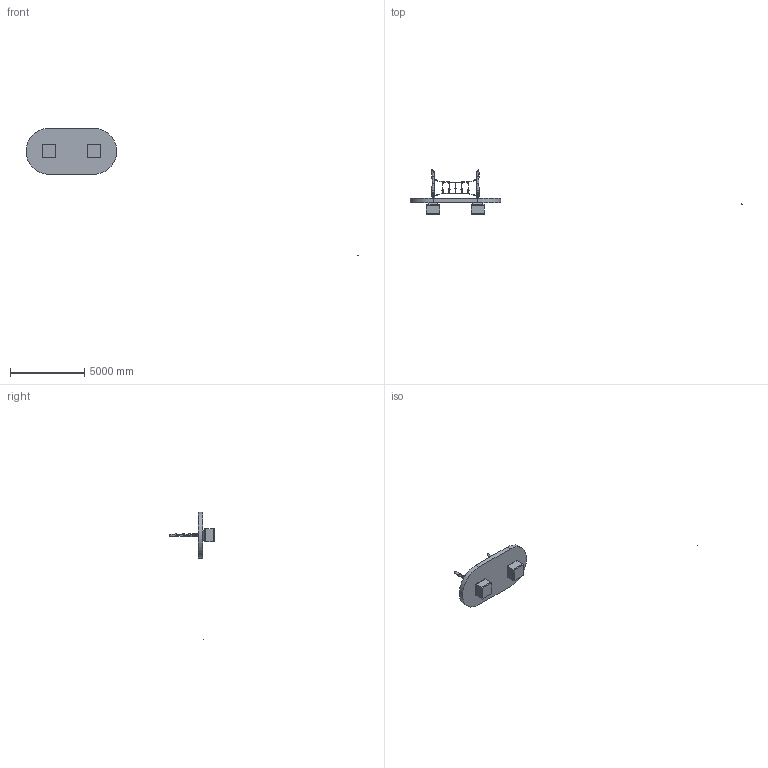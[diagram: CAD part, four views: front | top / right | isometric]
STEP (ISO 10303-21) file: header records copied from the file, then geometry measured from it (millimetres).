
FILE_DESCRIPTION (( 'STEP AP214' ), '1' );
FILE_NAME ('4960-3-R komplett.STEP', '2014-07-03T06:23:18', ( '' ), ( '' ), 'SwSTEP 2.0', 'SolidWorks 2014', '' );
FILE_SCHEMA (( 'AUTOMOTIVE_DESIGN' ));
Length unit declared in the file: millimetre
Products named in the file (24): Seil gr黱_bunt_m.Pf.; SpiegelnBew. T-Stück Längsträger_bunt_m.Pf.; SpiegelnBew. T-Stück Querträger_bunt_m.Pf.; blaues Seil Mitte_bunt_m.Pf_Standard<Wie bearbeitet>; Seil blau rechts und links_bunt_m.Pf_Standard<Wie bearbeitet>; FLATCKTT 0.19-16-type I-AB-1.375-N_FLATCKTT 0.19-16-type I-AB-1.375-N; RobiniePfosten 4960-3-R-; Vordere Scheibe; Stahllasche-1,40m-Robiniepfosten-4591-30+4591-60+4960; Hintere Scheibe; 4960-3-R; 6er Kettenglied; Fundament 4960-3-R; 6 Glieder 6er Kette; Sicherheitsbereich4960-3-R; 6er Kettenglied_1; 55-02-06-08 - Kettenschäkel; 4960-3-R komplett; 457-04 - Kunststoff Kausche_Blau; kleiner blauer Teller_bunt_m.Pf.; 70-06-456F - Seilstopper ALT_bunt_m.Pf.; Seil rot_bunt_m.Pf.; Seil gelb_bunt_m.Pf.
Assembly tree (115 placements, depth 3):
  6er Kettenglied
  4960-3-R komplett
    Sicherheitsbereich4960-3-R
    Fundament 4960-3-R
    RobiniePfosten 4960-3-R-
      4960-3-R
      Stahllasche-1,40m-Robiniepfosten-4591-30+4591-60+4960  x2
    4960-3-R
    Stahllasche-1,40m-Robiniepfosten-4591-30+4591-60+4960
    4960-3-R
      Seil blau rechts und links_bunt_m.Pf_Standard<Wie bearbeitet>  x4
      blaues Seil Mitte_bunt_m.Pf_Standard<Wie bearbeitet>  x2
      SpiegelnBew. T-Stück Querträger_bunt_m.Pf.  x10
      SpiegelnBew. T-Stück Längsträger_bunt_m.Pf.  x10
      Seil gr黱_bunt_m.Pf.
      Seil gelb_bunt_m.Pf.  x2
      Seil rot_bunt_m.Pf.  x2
      70-06-456F - Seilstopper ALT_bunt_m.Pf.  x10
      kleiner blauer Teller_bunt_m.Pf.  x5
    457-04 - Kunststoff Kausche_Blau  x5
    55-02-06-08 - Kettenschäkel  x4
    6 Glieder 6er Kette  x2
      6er Kettenglied_1
    6er Kettenglied_1  x18
    Hintere Scheibe  x4
    Vordere Scheibe  x4
    FLATCKTT 0.19-16-type I-AB-1.375-N_FLATCKTT 0.19-16-type I-AB-1.375-N  x17
Bounding box: 22322.11 x 3062.83 x 8577.66 mm (x, y, z)
Volume: 6482087758.7 mm3; surface area: 55369986.1 mm2
Topology: 139 solids, 139 shells, 5551 faces, 14092 edges, 8706 vertices
Faces by surface type: plane 2500, cylinder 1678, torus 784, cone 420, bspline 169
Entity records: 33376 total; most frequent: CARTESIAN_POINT 12652, DIRECTION 4014, ORIENTED_EDGE 3790, EDGE_CURVE 1895, AXIS2_PLACEMENT_3D 1559, VERTEX_POINT 1184, VECTOR 896, LINE 896
